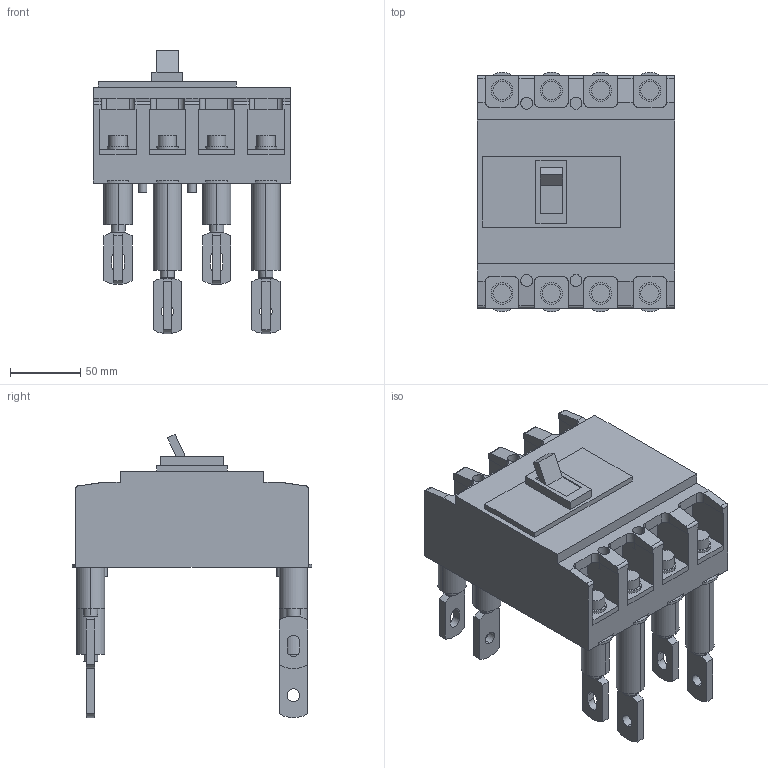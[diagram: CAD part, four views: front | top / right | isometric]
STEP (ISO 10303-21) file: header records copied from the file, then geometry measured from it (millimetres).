
FILE_DESCRIPTION (( 'STEP AP214' ), '1' );
FILE_NAME ('PS250PF4R.STEP', '2023-01-20T09:22:42', ( 'CAD' ), ( '' ), 'SwSTEP 2.0', 'SolidWorks 2015', '' );
FILE_SCHEMA (( 'AUTOMOTIVE_DESIGN' ));
Length unit declared in the file: millimetre
Products named in the file (1): PS250PF4R
Bounding box: 140 x 170 x 201.24 mm (x, y, z)
Volume: 1466820.5 mm3; surface area: 195897 mm2
Topology: 37 solids, 37 shells, 609 faces, 1420 edges, 924 vertices
Faces by surface type: plane 355, cylinder 254
Entity records: 21126 total; most frequent: CARTESIAN_POINT 3494, DIRECTION 3132, ORIENTED_EDGE 2840, EDGE_CURVE 1420, AXIS2_PLACEMENT_3D 1154, VERTEX_POINT 924, LINE 824, VECTOR 824
